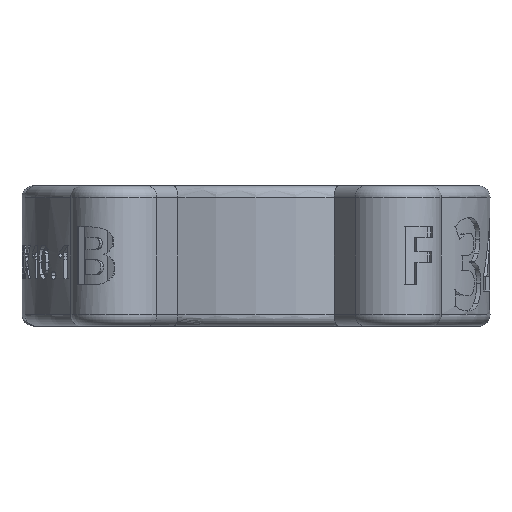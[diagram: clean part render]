
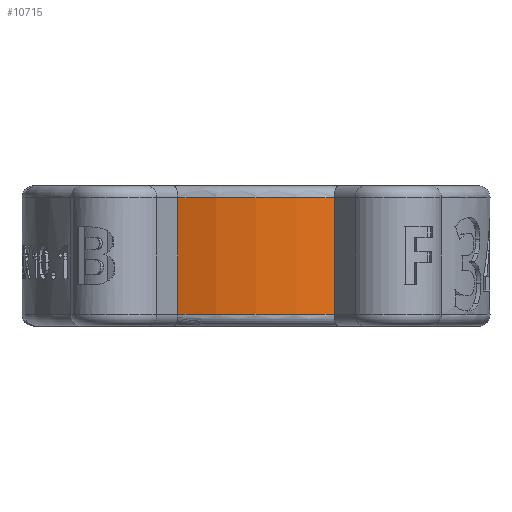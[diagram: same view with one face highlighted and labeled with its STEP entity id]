
A CAD part, front view. The second image highlights one B-rep face of the part: STEP entity #10715.
In plain terms, the highlighted cylindrical face has radius 20 mm (diameter 40 mm), a partial arc.
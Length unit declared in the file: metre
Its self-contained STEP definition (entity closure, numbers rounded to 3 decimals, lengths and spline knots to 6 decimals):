
#1159=LINE('',#15949,#1928);
#1160=LINE('',#15954,#1929);
#1928=VECTOR('',#12558,1.);
#1929=VECTOR('',#12561,1.);
#2699=CIRCLE('',#11520,0.02);
#2700=CIRCLE('',#11521,0.02);
#3323=ORIENTED_EDGE('',*,*,#6712,.F.);
#3324=ORIENTED_EDGE('',*,*,#6713,.T.);
#3325=ORIENTED_EDGE('',*,*,#6714,.T.);
#3326=ORIENTED_EDGE('',*,*,#6715,.T.);
#6712=EDGE_CURVE('',#8395,#8396,#1159,.T.);
#6713=EDGE_CURVE('',#8395,#8397,#2699,.F.);
#6714=EDGE_CURVE('',#8397,#8398,#1160,.T.);
#6715=EDGE_CURVE('',#8398,#8396,#2700,.T.);
#8395=VERTEX_POINT('',#15950);
#8396=VERTEX_POINT('',#15951);
#8397=VERTEX_POINT('',#15953);
#8398=VERTEX_POINT('',#15955);
#9244=EDGE_LOOP('',(#3323,#3324,#3325,#3326));
#9929=FACE_BOUND('',#9244,.T.);
#10578=CYLINDRICAL_SURFACE('',#11519,0.02);
#10715=ADVANCED_FACE('',(#9929),#10578,.T.);
#11519=AXIS2_PLACEMENT_3D('',#15948,#12556,#12557);
#11520=AXIS2_PLACEMENT_3D('',#15952,#12559,#12560);
#11521=AXIS2_PLACEMENT_3D('',#15956,#12562,#12563);
#12556=DIRECTION('',(0.,0.,-1.));
#12557=DIRECTION('',(-1.,0.,0.));
#12558=DIRECTION('',(0.,0.,-1.));
#12559=DIRECTION('',(0.,0.,1.));
#12560=DIRECTION('',(1.,0.,0.));
#12561=DIRECTION('',(0.,0.,-1.));
#12562=DIRECTION('',(0.,0.,1.));
#12563=DIRECTION('',(1.,0.,0.));
#15948=CARTESIAN_POINT('',(0.,0.,0.005));
#15949=CARTESIAN_POINT('',(0.006675,-0.018853,0.005));
#15950=CARTESIAN_POINT('',(0.006675,-0.018853,0.005));
#15951=CARTESIAN_POINT('',(0.006675,-0.018853,-0.005));
#15952=CARTESIAN_POINT('',(0.,0.,0.005));
#15953=CARTESIAN_POINT('',(-0.006675,-0.018853,0.005));
#15954=CARTESIAN_POINT('',(-0.006675,-0.018853,0.005));
#15955=CARTESIAN_POINT('',(-0.006675,-0.018853,-0.005));
#15956=CARTESIAN_POINT('',(0.,0.,-0.005));
